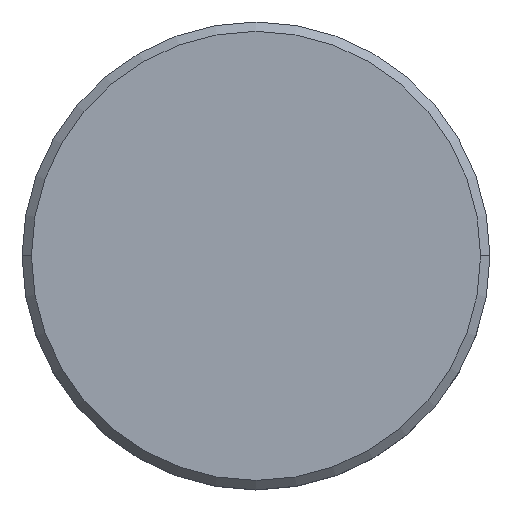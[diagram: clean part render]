
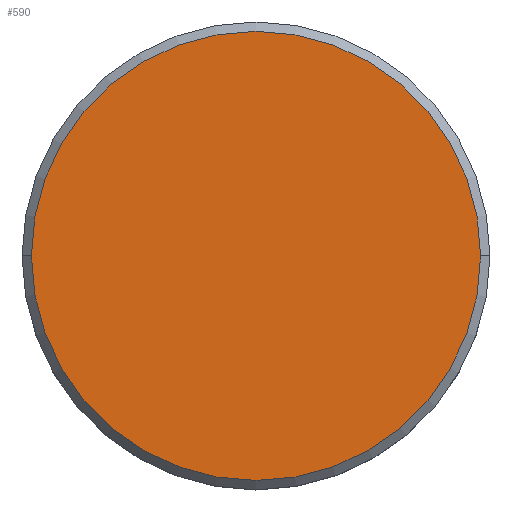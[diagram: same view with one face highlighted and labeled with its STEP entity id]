
A CAD part, top view. The second image highlights one B-rep face of the part: STEP entity #590.
In plain terms, the highlighted planar face has unit normal (0, 0, 1).
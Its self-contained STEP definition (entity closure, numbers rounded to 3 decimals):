
#61 = CARTESIAN_POINT ( 'NONE',  ( 0., 0., 0. ) ) ;
#118 = DIRECTION ( 'NONE',  ( 1., 0., 0. ) ) ;
#132 = ORIENTED_EDGE ( 'NONE', *, *, #806, .T. ) ;
#147 = CARTESIAN_POINT ( 'NONE',  ( 0., 0., 0. ) ) ;
#167 = PLANE ( 'NONE',  #347 ) ;
#278 = DIRECTION ( 'NONE',  ( 1., 0., 0. ) ) ;
#292 = AXIS2_PLACEMENT_3D ( 'NONE', #147, #1113, #118 ) ;
#347 = AXIS2_PLACEMENT_3D ( 'NONE', #818, #546, #278 ) ;
#391 = VERTEX_POINT ( 'NONE', #698 ) ;
#432 = DIRECTION ( 'NONE',  ( 0., 0., 1. ) ) ;
#460 = CIRCLE ( 'NONE', #292, 12. ) ;
#546 = DIRECTION ( 'NONE',  ( 0., 0., 1. ) ) ;
#551 = AXIS2_PLACEMENT_3D ( 'NONE', #61, #432, #953 ) ;
#590 = ADVANCED_FACE ( 'NONE', ( #1090 ), #167, .T. ) ;
#698 = CARTESIAN_POINT ( 'NONE',  ( 12., 0., 0. ) ) ;
#743 = VERTEX_POINT ( 'NONE', #1167 ) ;
#755 = ORIENTED_EDGE ( 'NONE', *, *, #1011, .T. ) ;
#806 = EDGE_CURVE ( 'NONE', #391, #743, #460, .T. ) ;
#818 = CARTESIAN_POINT ( 'NONE',  ( 0., 0., 0. ) ) ;
#953 = DIRECTION ( 'NONE',  ( 1., 0., 0. ) ) ;
#1011 = EDGE_CURVE ( 'NONE', #743, #391, #1101, .T. ) ;
#1044 = EDGE_LOOP ( 'NONE', ( #755, #132 ) ) ;
#1090 = FACE_OUTER_BOUND ( 'NONE', #1044, .T. ) ;
#1101 = CIRCLE ( 'NONE', #551, 12. ) ;
#1113 = DIRECTION ( 'NONE',  ( 0., 0., 1. ) ) ;
#1167 = CARTESIAN_POINT ( 'NONE',  ( -12., 0., 0. ) ) ;
